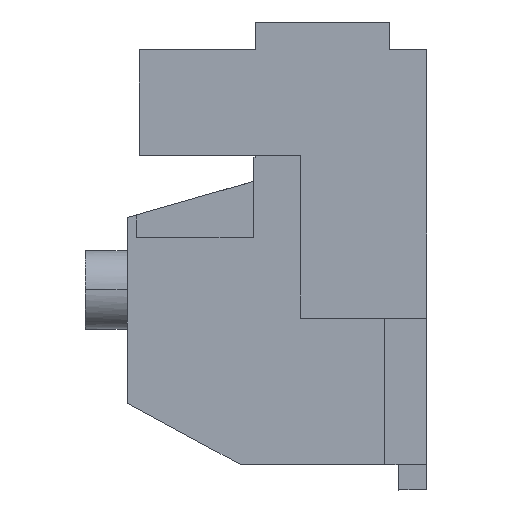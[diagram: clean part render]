
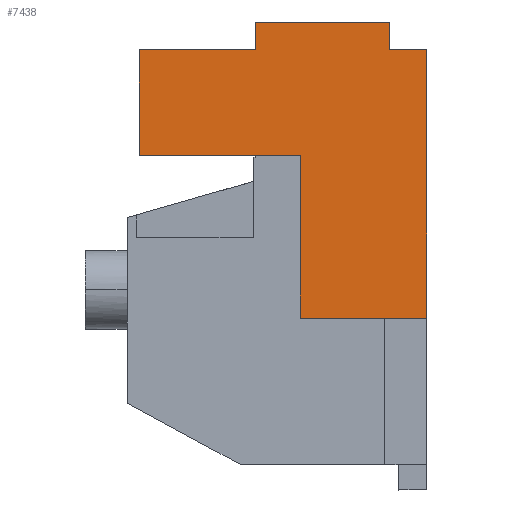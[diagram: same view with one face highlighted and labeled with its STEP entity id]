
A CAD part, left-side view. The second image highlights one B-rep face of the part: STEP entity #7438.
In plain terms, the highlighted planar face has unit normal (-1, 0, 0).
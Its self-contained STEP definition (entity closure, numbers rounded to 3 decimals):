
#7379=AXIS2_PLACEMENT_3D('Plane Axis2P3D',#7376,#7377,#7378) ;
#6972=CARTESIAN_POINT('Vertex',(0.,13.6,36.1)) ;
#6975=CARTESIAN_POINT('Line Origine',(0.,22.3,36.1)) ;
#6979=CARTESIAN_POINT('Vertex',(0.,31.,36.1)) ;
#7169=CARTESIAN_POINT('Line Origine',(0.,11.25,50.5)) ;
#7173=CARTESIAN_POINT('Vertex',(0.,18.5,50.5)) ;
#7175=CARTESIAN_POINT('Vertex',(0.,4.,50.5)) ;
#7338=CARTESIAN_POINT('Line Origine',(0.,13.6,27.325)) ;
#7342=CARTESIAN_POINT('Vertex',(0.,13.6,18.55)) ;
#7376=CARTESIAN_POINT('Axis2P3D Location',(0.,-0.5,47.55)) ;
#7381=CARTESIAN_POINT('Line Origine',(0.,4.,49.)) ;
#7385=CARTESIAN_POINT('Vertex',(0.,4.,47.5)) ;
#7388=CARTESIAN_POINT('Line Origine',(0.,18.5,49.)) ;
#7392=CARTESIAN_POINT('Vertex',(0.,18.5,47.5)) ;
#7395=CARTESIAN_POINT('Line Origine',(0.,24.75,47.5)) ;
#7399=CARTESIAN_POINT('Vertex',(0.,31.,47.5)) ;
#7402=CARTESIAN_POINT('Line Origine',(0.,31.,41.8)) ;
#7407=CARTESIAN_POINT('Line Origine',(0.,6.8,18.55)) ;
#7411=CARTESIAN_POINT('Vertex',(0.,0.,18.55)) ;
#7414=CARTESIAN_POINT('Line Origine',(0.,0.,33.025)) ;
#7418=CARTESIAN_POINT('Vertex',(0.,0.,47.5)) ;
#7421=CARTESIAN_POINT('Line Origine',(0.,2.,47.5)) ;
#6976=DIRECTION('Vector Direction',(0.,1.,0.)) ;
#7170=DIRECTION('Vector Direction',(0.,-1.,0.)) ;
#7339=DIRECTION('Vector Direction',(0.,0.,1.)) ;
#7377=DIRECTION('Axis2P3D Direction',(-1.,0.,0.)) ;
#7378=DIRECTION('Axis2P3D XDirection',(0.,0.,-1.)) ;
#7382=DIRECTION('Vector Direction',(0.,0.,-1.)) ;
#7389=DIRECTION('Vector Direction',(0.,0.,1.)) ;
#7396=DIRECTION('Vector Direction',(0.,-1.,0.)) ;
#7403=DIRECTION('Vector Direction',(0.,0.,1.)) ;
#7408=DIRECTION('Vector Direction',(0.,1.,0.)) ;
#7415=DIRECTION('Vector Direction',(0.,0.,1.)) ;
#7422=DIRECTION('Vector Direction',(0.,-1.,0.)) ;
#6977=VECTOR('Line Direction',#6976,1.) ;
#7171=VECTOR('Line Direction',#7170,1.) ;
#7340=VECTOR('Line Direction',#7339,1.) ;
#7383=VECTOR('Line Direction',#7382,1.) ;
#7390=VECTOR('Line Direction',#7389,1.) ;
#7397=VECTOR('Line Direction',#7396,1.) ;
#7404=VECTOR('Line Direction',#7403,1.) ;
#7409=VECTOR('Line Direction',#7408,1.) ;
#7416=VECTOR('Line Direction',#7415,1.) ;
#7423=VECTOR('Line Direction',#7422,1.) ;
#7427=ORIENTED_EDGE('',*,*,#7387,.F.) ;
#7428=ORIENTED_EDGE('',*,*,#7177,.F.) ;
#7429=ORIENTED_EDGE('',*,*,#7394,.F.) ;
#7430=ORIENTED_EDGE('',*,*,#7401,.F.) ;
#7431=ORIENTED_EDGE('',*,*,#7406,.F.) ;
#7432=ORIENTED_EDGE('',*,*,#6981,.F.) ;
#7433=ORIENTED_EDGE('',*,*,#7344,.F.) ;
#7434=ORIENTED_EDGE('',*,*,#7413,.F.) ;
#7435=ORIENTED_EDGE('',*,*,#7420,.T.) ;
#7436=ORIENTED_EDGE('',*,*,#7425,.F.) ;
#7438=ADVANCED_FACE('COVER',(#7437),#7380,.T.) ;
#6981=EDGE_CURVE('',#6973,#6980,#6978,.T.) ;
#7177=EDGE_CURVE('',#7174,#7176,#7172,.T.) ;
#7344=EDGE_CURVE('',#7343,#6973,#7341,.T.) ;
#7387=EDGE_CURVE('',#7176,#7386,#7384,.T.) ;
#7394=EDGE_CURVE('',#7393,#7174,#7391,.T.) ;
#7401=EDGE_CURVE('',#7400,#7393,#7398,.T.) ;
#7406=EDGE_CURVE('',#6980,#7400,#7405,.T.) ;
#7413=EDGE_CURVE('',#7412,#7343,#7410,.T.) ;
#7420=EDGE_CURVE('',#7412,#7419,#7417,.T.) ;
#7425=EDGE_CURVE('',#7386,#7419,#7424,.T.) ;
#7426=EDGE_LOOP('',(#7427,#7428,#7429,#7430,#7431,#7432,#7433,#7434,#7435,#7436)) ;
#7437=FACE_OUTER_BOUND('',#7426,.T.) ;
#6978=LINE('Line',#6975,#6977) ;
#7172=LINE('Line',#7169,#7171) ;
#7341=LINE('Line',#7338,#7340) ;
#7384=LINE('Line',#7381,#7383) ;
#7391=LINE('Line',#7388,#7390) ;
#7398=LINE('Line',#7395,#7397) ;
#7405=LINE('Line',#7402,#7404) ;
#7410=LINE('Line',#7407,#7409) ;
#7417=LINE('Line',#7414,#7416) ;
#7424=LINE('Line',#7421,#7423) ;
#7380=PLANE('',#7379) ;
#6973=VERTEX_POINT('',#6972) ;
#6980=VERTEX_POINT('',#6979) ;
#7174=VERTEX_POINT('',#7173) ;
#7176=VERTEX_POINT('',#7175) ;
#7343=VERTEX_POINT('',#7342) ;
#7386=VERTEX_POINT('',#7385) ;
#7393=VERTEX_POINT('',#7392) ;
#7400=VERTEX_POINT('',#7399) ;
#7412=VERTEX_POINT('',#7411) ;
#7419=VERTEX_POINT('',#7418) ;
